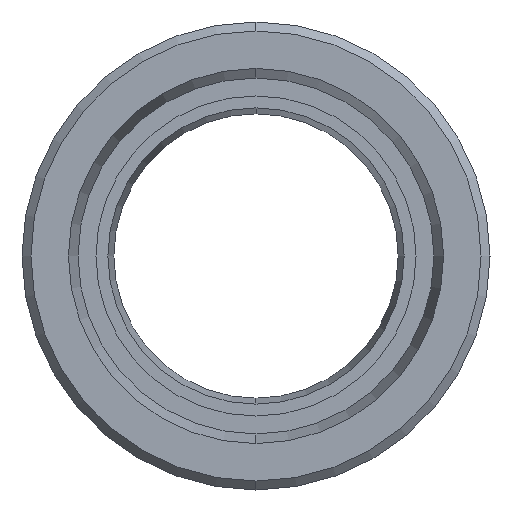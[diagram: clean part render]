
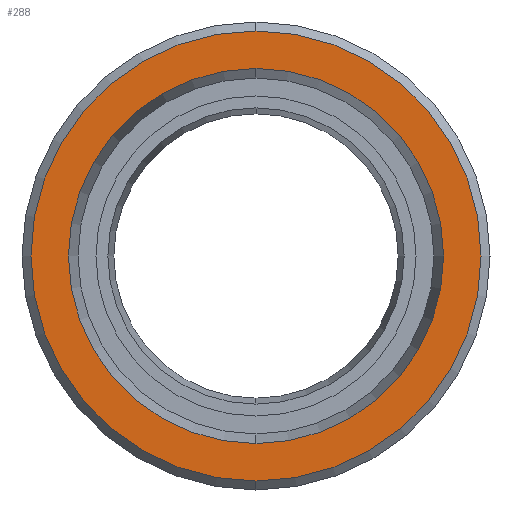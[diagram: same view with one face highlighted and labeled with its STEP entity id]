
A CAD part, left-side view. The second image highlights one B-rep face of the part: STEP entity #288.
In plain terms, the highlighted planar face has unit normal (-1, 0, 0).
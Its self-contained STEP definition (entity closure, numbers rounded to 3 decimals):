
#2 = ORIENTED_EDGE ( 'NONE', *, *, #111, .F. ) ;
#10 = CARTESIAN_POINT ( 'NONE',  ( -81.631, 0., 31.431 ) ) ;
#32 = EDGE_LOOP ( 'NONE', ( #2, #1055 ) ) ;
#36 = AXIS2_PLACEMENT_3D ( 'NONE', #1083, #1013, #300 ) ;
#65 = PLANE ( 'NONE',  #221 ) ;
#100 = CARTESIAN_POINT ( 'NONE',  ( -81.631, 0., 37.712 ) ) ;
#111 = EDGE_CURVE ( 'NONE', #230, #576, #338, .T. ) ;
#128 = DIRECTION ( 'NONE',  ( 0., 0., 1. ) ) ;
#188 = EDGE_LOOP ( 'NONE', ( #480, #967 ) ) ;
#197 = DIRECTION ( 'NONE',  ( 0., 0., 1. ) ) ;
#221 = AXIS2_PLACEMENT_3D ( 'NONE', #349, #236, #496 ) ;
#230 = VERTEX_POINT ( 'NONE', #10 ) ;
#235 = EDGE_CURVE ( 'NONE', #576, #230, #954, .T. ) ;
#236 = DIRECTION ( 'NONE',  ( -1., 0., 0. ) ) ;
#288 = ADVANCED_FACE ( 'NONE', ( #334, #415 ), #65, .T. ) ;
#300 = DIRECTION ( 'NONE',  ( 0., 0., 1. ) ) ;
#304 = VERTEX_POINT ( 'NONE', #684 ) ;
#334 = FACE_OUTER_BOUND ( 'NONE', #188, .T. ) ;
#338 = CIRCLE ( 'NONE', #36, 31.431 ) ;
#349 = CARTESIAN_POINT ( 'NONE',  ( -81.631, 0., 0. ) ) ;
#415 = FACE_BOUND ( 'NONE', #32, .T. ) ;
#455 = CIRCLE ( 'NONE', #705, 37.712 ) ;
#480 = ORIENTED_EDGE ( 'NONE', *, *, #756, .T. ) ;
#486 = EDGE_CURVE ( 'NONE', #641, #304, #1075, .T. ) ;
#496 = DIRECTION ( 'NONE',  ( 0., 0., 1. ) ) ;
#506 = AXIS2_PLACEMENT_3D ( 'NONE', #880, #709, #128 ) ;
#576 = VERTEX_POINT ( 'NONE', #884 ) ;
#625 = CARTESIAN_POINT ( 'NONE',  ( -81.631, 0., 0. ) ) ;
#641 = VERTEX_POINT ( 'NONE', #100 ) ;
#643 = CARTESIAN_POINT ( 'NONE',  ( -81.631, 0., 0. ) ) ;
#684 = CARTESIAN_POINT ( 'NONE',  ( -81.631, 0., -37.712 ) ) ;
#705 = AXIS2_PLACEMENT_3D ( 'NONE', #643, #1030, #727 ) ;
#709 = DIRECTION ( 'NONE',  ( -1., 0., 0. ) ) ;
#727 = DIRECTION ( 'NONE',  ( 0., 0., 1. ) ) ;
#756 = EDGE_CURVE ( 'NONE', #304, #641, #455, .T. ) ;
#799 = DIRECTION ( 'NONE',  ( -1., 0., 0. ) ) ;
#880 = CARTESIAN_POINT ( 'NONE',  ( -81.631, 0., 0. ) ) ;
#884 = CARTESIAN_POINT ( 'NONE',  ( -81.631, 0., -31.431 ) ) ;
#954 = CIRCLE ( 'NONE', #1109, 31.431 ) ;
#967 = ORIENTED_EDGE ( 'NONE', *, *, #486, .T. ) ;
#1013 = DIRECTION ( 'NONE',  ( -1., 0., 0. ) ) ;
#1030 = DIRECTION ( 'NONE',  ( -1., 0., 0. ) ) ;
#1055 = ORIENTED_EDGE ( 'NONE', *, *, #235, .F. ) ;
#1075 = CIRCLE ( 'NONE', #506, 37.712 ) ;
#1083 = CARTESIAN_POINT ( 'NONE',  ( -81.631, 0., 0. ) ) ;
#1109 = AXIS2_PLACEMENT_3D ( 'NONE', #625, #799, #197 ) ;
